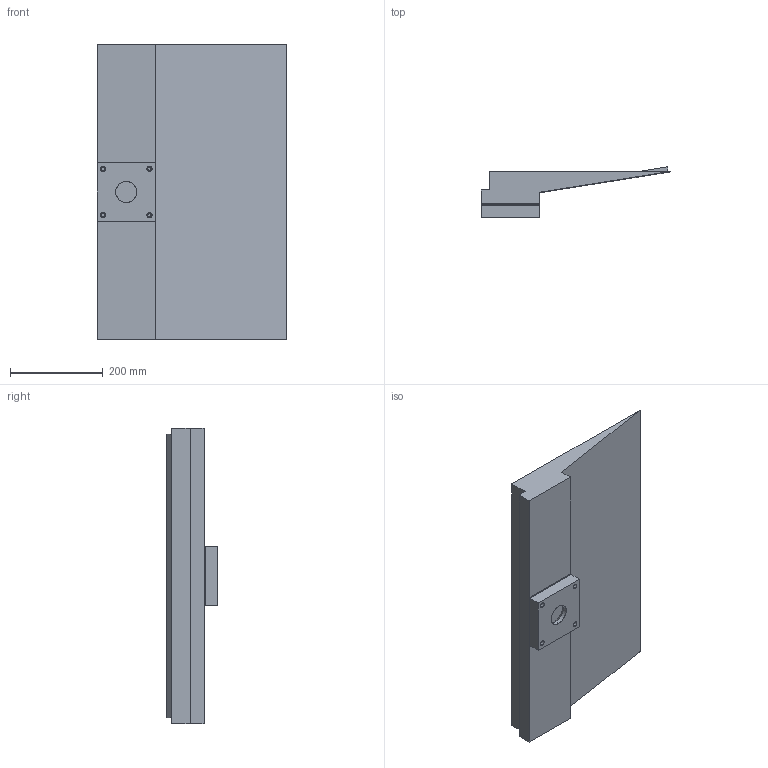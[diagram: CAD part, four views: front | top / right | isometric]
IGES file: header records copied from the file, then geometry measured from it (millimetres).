
Start section: SolidWorks IGES file using analytic representation for surfaces
Global section: file name: D922-1.IGS; native system: SolidWorks 2017; preprocessor: SolidWorks 2017; author: a.brost; date: 180427.123945; units: millimetre
Bounding box: 408 x 108 x 636 mm (x, y, z)
Surface area: 740942.2 mm2 (no closed solid volume)
Topology: 0 solids, 0 shells, 94 faces, 1598 edges, 1598 vertices
Faces by surface type: bspline 50, revolution 44
